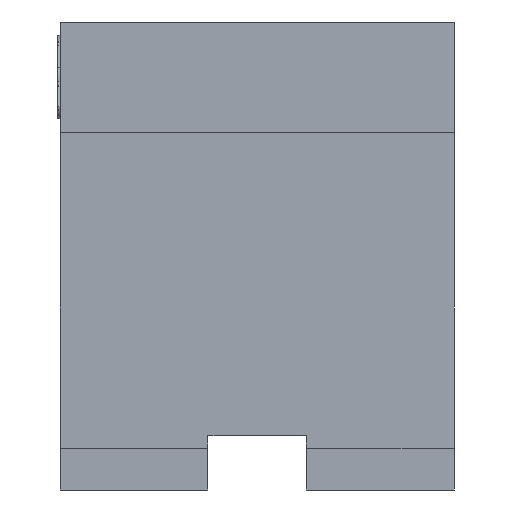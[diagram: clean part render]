
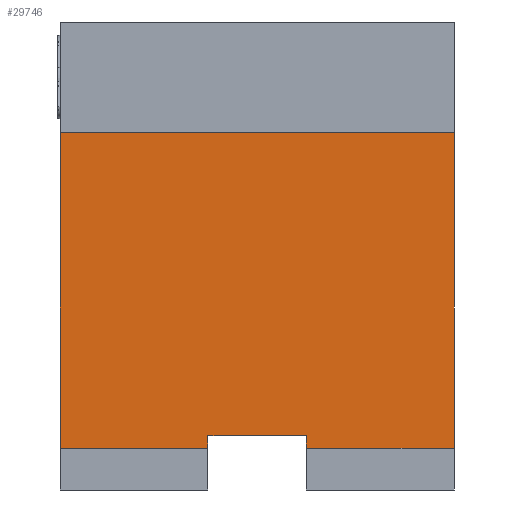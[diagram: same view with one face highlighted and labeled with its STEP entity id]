
A CAD part, left-side view. The second image highlights one B-rep face of the part: STEP entity #29746.
In plain terms, the highlighted planar face has unit normal (-1, 0, 0).
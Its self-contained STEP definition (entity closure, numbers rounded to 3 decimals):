
#788 = EDGE_LOOP ( 'NONE', ( #7774, #9549, #30196, #16865, #24228, #1067, #8979, #28917 ) ) ;
#1067 = ORIENTED_EDGE ( 'NONE', *, *, #8638, .T. ) ;
#1346 = VECTOR ( 'NONE', #30773, 1000. ) ;
#1455 = DIRECTION ( 'NONE',  ( 0., 0., 1. ) ) ;
#1783 = CARTESIAN_POINT ( 'NONE',  ( -1.6, 0.8, -1.28 ) ) ;
#1917 = VECTOR ( 'NONE', #13826, 1000. ) ;
#2597 = AXIS2_PLACEMENT_3D ( 'NONE', #1783, #23497, #14159 ) ;
#2761 = VERTEX_POINT ( 'NONE', #6377 ) ;
#3612 = CARTESIAN_POINT ( 'NONE',  ( -1.6, 0.8, -1.28 ) ) ;
#3947 = CARTESIAN_POINT ( 'NONE',  ( -1.6, -0.2, -1.23 ) ) ;
#4024 = LINE ( 'NONE', #31286, #6018 ) ;
#4215 = VERTEX_POINT ( 'NONE', #5623 ) ;
#4684 = VECTOR ( 'NONE', #8739, 1000. ) ;
#5050 = CARTESIAN_POINT ( 'NONE',  ( -1.6, -0.8, -1.28 ) ) ;
#5138 = VERTEX_POINT ( 'NONE', #6927 ) ;
#5623 = CARTESIAN_POINT ( 'NONE',  ( -1.6, -0.8, 0. ) ) ;
#5643 = VECTOR ( 'NONE', #8033, 1000. ) ;
#6018 = VECTOR ( 'NONE', #26292, 1000. ) ;
#6146 = LINE ( 'NONE', #16322, #14285 ) ;
#6377 = CARTESIAN_POINT ( 'NONE',  ( -1.6, 0.2, -1.23 ) ) ;
#6462 = CARTESIAN_POINT ( 'NONE',  ( -1.6, 0.2, -1.23 ) ) ;
#6471 = FACE_OUTER_BOUND ( 'NONE', #788, .T. ) ;
#6547 = VECTOR ( 'NONE', #31024, 1000. ) ;
#6927 = CARTESIAN_POINT ( 'NONE',  ( -1.6, -0.2, -1.28 ) ) ;
#6982 = VERTEX_POINT ( 'NONE', #13323 ) ;
#7435 = EDGE_CURVE ( 'NONE', #19699, #6982, #6146, .T. ) ;
#7774 = ORIENTED_EDGE ( 'NONE', *, *, #22947, .F. ) ;
#8033 = DIRECTION ( 'NONE',  ( 0., 0., -1. ) ) ;
#8638 = EDGE_CURVE ( 'NONE', #4215, #6982, #26974, .T. ) ;
#8739 = DIRECTION ( 'NONE',  ( 0., 1., 0. ) ) ;
#8815 = EDGE_CURVE ( 'NONE', #32066, #19699, #4024, .T. ) ;
#8919 = LINE ( 'NONE', #9083, #4684 ) ;
#8979 = ORIENTED_EDGE ( 'NONE', *, *, #7435, .F. ) ;
#9083 = CARTESIAN_POINT ( 'NONE',  ( -1.6, 0.8, -1.28 ) ) ;
#9549 = ORIENTED_EDGE ( 'NONE', *, *, #15820, .T. ) ;
#10463 = EDGE_CURVE ( 'NONE', #31897, #5138, #8919, .T. ) ;
#11561 = PLANE ( 'NONE',  #2597 ) ;
#12016 = CARTESIAN_POINT ( 'NONE',  ( -1.6, 0.2, -1.28 ) ) ;
#13323 = CARTESIAN_POINT ( 'NONE',  ( -1.6, 0.8, 0. ) ) ;
#13826 = DIRECTION ( 'NONE',  ( 0., -1., 0. ) ) ;
#14159 = DIRECTION ( 'NONE',  ( 0., 1., 0. ) ) ;
#14285 = VECTOR ( 'NONE', #1455, 1000. ) ;
#15420 = EDGE_CURVE ( 'NONE', #30348, #5138, #28834, .T. ) ;
#15820 = EDGE_CURVE ( 'NONE', #2761, #30348, #21321, .T. ) ;
#16322 = CARTESIAN_POINT ( 'NONE',  ( -1.6, 0.8, -1.28 ) ) ;
#16865 = ORIENTED_EDGE ( 'NONE', *, *, #10463, .F. ) ;
#18636 = CARTESIAN_POINT ( 'NONE',  ( -1.6, -0.8, -1.28 ) ) ;
#19609 = VECTOR ( 'NONE', #32163, 1000. ) ;
#19699 = VERTEX_POINT ( 'NONE', #3612 ) ;
#21073 = LINE ( 'NONE', #18636, #6547 ) ;
#21321 = LINE ( 'NONE', #6462, #1917 ) ;
#21474 = CARTESIAN_POINT ( 'NONE',  ( -1.6, -0.2, -1.23 ) ) ;
#22040 = CARTESIAN_POINT ( 'NONE',  ( -1.6, 0.8, 0. ) ) ;
#22947 = EDGE_CURVE ( 'NONE', #2761, #32066, #25387, .T. ) ;
#23497 = DIRECTION ( 'NONE',  ( 1., 0., 0. ) ) ;
#24228 = ORIENTED_EDGE ( 'NONE', *, *, #27984, .T. ) ;
#25387 = LINE ( 'NONE', #25550, #5643 ) ;
#25550 = CARTESIAN_POINT ( 'NONE',  ( -1.6, 0.2, -1.23 ) ) ;
#26292 = DIRECTION ( 'NONE',  ( 0., 1., 0. ) ) ;
#26974 = LINE ( 'NONE', #22040, #19609 ) ;
#27984 = EDGE_CURVE ( 'NONE', #31897, #4215, #21073, .T. ) ;
#28834 = LINE ( 'NONE', #21474, #1346 ) ;
#28917 = ORIENTED_EDGE ( 'NONE', *, *, #8815, .F. ) ;
#29746 = ADVANCED_FACE ( 'NONE', ( #6471 ), #11561, .F. ) ;
#30196 = ORIENTED_EDGE ( 'NONE', *, *, #15420, .T. ) ;
#30348 = VERTEX_POINT ( 'NONE', #3947 ) ;
#30773 = DIRECTION ( 'NONE',  ( 0., 0., -1. ) ) ;
#31024 = DIRECTION ( 'NONE',  ( 0., 0., 1. ) ) ;
#31286 = CARTESIAN_POINT ( 'NONE',  ( -1.6, 0.8, -1.28 ) ) ;
#31897 = VERTEX_POINT ( 'NONE', #5050 ) ;
#32066 = VERTEX_POINT ( 'NONE', #12016 ) ;
#32163 = DIRECTION ( 'NONE',  ( 0., 1., 0. ) ) ;
